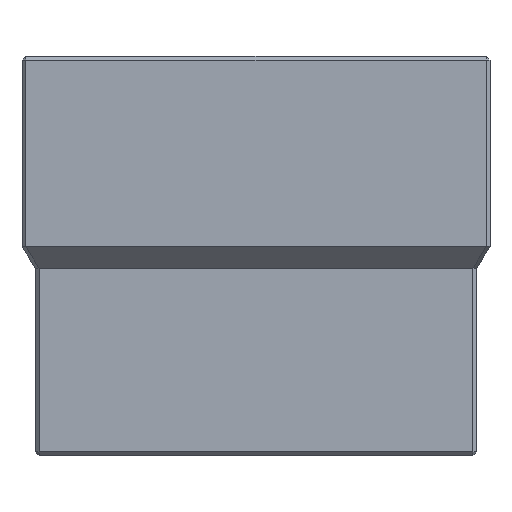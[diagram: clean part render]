
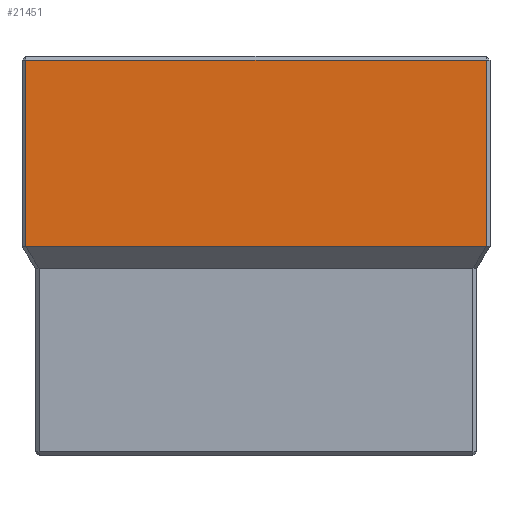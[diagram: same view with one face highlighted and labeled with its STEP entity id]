
A CAD part, front view. The second image highlights one B-rep face of the part: STEP entity #21451.
In plain terms, the highlighted planar face has unit normal (0, -1, 0).
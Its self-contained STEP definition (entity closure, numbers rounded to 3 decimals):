
#732=CARTESIAN_POINT('',(12.099,-5.65,-10.));
#733=VERTEX_POINT('',#732);
#742=CARTESIAN_POINT('',(12.1,-5.65,-0.2));
#743=VERTEX_POINT('',#742);
#750=CARTESIAN_POINT('',(12.1,-5.65,-0.2));
#751=DIRECTION('',(0.,0.,-1.));
#752=VECTOR('',#751,9.8);
#753=LINE('',#750,#752);
#754=EDGE_CURVE('',#743,#733,#753,.T.);
#20978=CARTESIAN_POINT('',(-12.1,-5.65,-0.2));
#20979=VERTEX_POINT('',#20978);
#20986=CARTESIAN_POINT('',(-12.1,-5.65,-0.2));
#20987=DIRECTION('',(1.,0.,0.));
#20988=VECTOR('',#20987,24.2);
#20989=LINE('',#20986,#20988);
#20990=EDGE_CURVE('',#20979,#743,#20989,.T.);
#21428=CARTESIAN_POINT('',(0.,-5.65,-5.1));
#21429=DIRECTION('',(1.,0.,0.));
#21430=DIRECTION('',(0.,-1.,0.));
#21431=AXIS2_PLACEMENT_3D('',#21428,#21430,#21429);
#21432=PLANE('',#21431);
#21433=CARTESIAN_POINT('',(-12.099,-5.65,-10.));
#21434=VERTEX_POINT('',#21433);
#21435=CARTESIAN_POINT('',(-12.1,-5.65,-0.2));
#21436=DIRECTION('',(0.,0.,-1.));
#21437=VECTOR('',#21436,9.8);
#21438=LINE('',#21435,#21437);
#21439=EDGE_CURVE('',#20979,#21434,#21438,.T.);
#21440=ORIENTED_EDGE('',*,*,#21439,.T.);
#21441=CARTESIAN_POINT('',(-12.099,-5.65,-10.));
#21442=DIRECTION('',(1.,0.,0.));
#21443=VECTOR('',#21442,24.199);
#21444=LINE('',#21441,#21443);
#21445=EDGE_CURVE('',#21434,#733,#21444,.T.);
#21446=ORIENTED_EDGE('',*,*,#21445,.T.);
#21447=ORIENTED_EDGE('',*,*,#754,.F.);
#21448=ORIENTED_EDGE('',*,*,#20990,.F.);
#21449=EDGE_LOOP('',(#21440,#21446,#21447,#21448));
#21450=FACE_OUTER_BOUND('',#21449,.T.);
#21451=ADVANCED_FACE('',(#21450),#21432,.T.);
